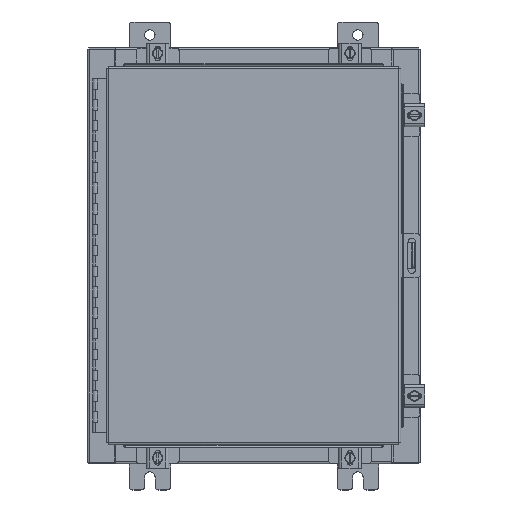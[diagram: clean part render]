
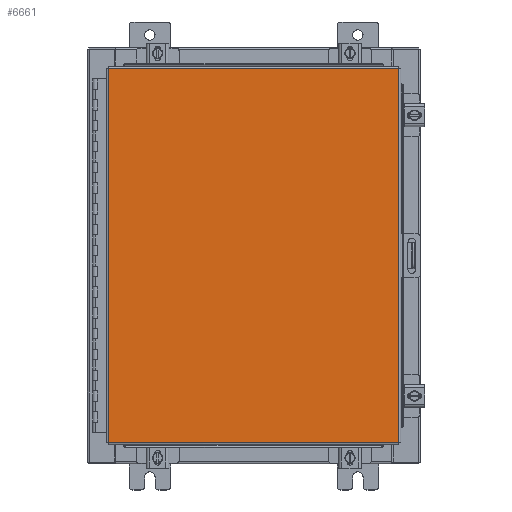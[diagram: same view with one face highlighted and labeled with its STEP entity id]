
A CAD part, top view. The second image highlights one B-rep face of the part: STEP entity #6661.
In plain terms, the highlighted planar face has unit normal (0, 0, 1).
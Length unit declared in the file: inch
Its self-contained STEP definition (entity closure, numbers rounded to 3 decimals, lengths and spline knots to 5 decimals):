
#8 = ORIENTED_EDGE ( 'NONE', *, *, #24647, .T. ) ;
#538 = DIRECTION ( 'NONE',  ( 0., -1., 0. ) ) ;
#2181 = VERTEX_POINT ( 'NONE', #10432 ) ;
#2460 = CARTESIAN_POINT ( 'NONE',  ( 6.9903, -9.0063, 0. ) ) ;
#3649 = LINE ( 'NONE', #21581, #15053 ) ;
#3858 = DIRECTION ( 'NONE',  ( 0., 0., -1. ) ) ;
#4490 = VERTEX_POINT ( 'NONE', #21708 ) ;
#5583 = VERTEX_POINT ( 'NONE', #8844 ) ;
#6661 = ADVANCED_FACE ( 'NONE', ( #29172 ), #12920, .F. ) ;
#8844 = CARTESIAN_POINT ( 'NONE',  ( -6.9903, 9.0063, 0. ) ) ;
#9279 = CARTESIAN_POINT ( 'NONE',  ( 6.9903, -9.0063, 0. ) ) ;
#9715 = EDGE_CURVE ( 'NONE', #2181, #24180, #3649, .T. ) ;
#10432 = CARTESIAN_POINT ( 'NONE',  ( -6.9903, -9.0063, 0. ) ) ;
#12197 = LINE ( 'NONE', #15087, #23534 ) ;
#12825 = VECTOR ( 'NONE', #538, 39.37008 ) ;
#12889 = DIRECTION ( 'NONE',  ( -1., 0., 0. ) ) ;
#12920 = PLANE ( 'NONE',  #28574 ) ;
#13529 = LINE ( 'NONE', #20915, #12825 ) ;
#14860 = DIRECTION ( 'NONE',  ( 1., 0., 0. ) ) ;
#15053 = VECTOR ( 'NONE', #14860, 39.37008 ) ;
#15087 = CARTESIAN_POINT ( 'NONE',  ( 6.9903, 9.0063, 0. ) ) ;
#16277 = ORIENTED_EDGE ( 'NONE', *, *, #16997, .T. ) ;
#16997 = EDGE_CURVE ( 'NONE', #5583, #2181, #13529, .T. ) ;
#17501 = CARTESIAN_POINT ( 'NONE',  ( 0., 0., 0. ) ) ;
#19759 = DIRECTION ( 'NONE',  ( -1., 0., 0. ) ) ;
#19834 = ORIENTED_EDGE ( 'NONE', *, *, #22762, .T. ) ;
#20915 = CARTESIAN_POINT ( 'NONE',  ( -6.9903, 9.0063, 0. ) ) ;
#21581 = CARTESIAN_POINT ( 'NONE',  ( -6.9903, -9.0063, 0. ) ) ;
#21708 = CARTESIAN_POINT ( 'NONE',  ( 6.9903, 9.0063, 0. ) ) ;
#21893 = ORIENTED_EDGE ( 'NONE', *, *, #9715, .T. ) ;
#22762 = EDGE_CURVE ( 'NONE', #4490, #5583, #12197, .T. ) ;
#23426 = LINE ( 'NONE', #9279, #29519 ) ;
#23534 = VECTOR ( 'NONE', #12889, 39.37008 ) ;
#23966 = EDGE_LOOP ( 'NONE', ( #21893, #8, #19834, #16277 ) ) ;
#24180 = VERTEX_POINT ( 'NONE', #2460 ) ;
#24647 = EDGE_CURVE ( 'NONE', #24180, #4490, #23426, .T. ) ;
#27442 = DIRECTION ( 'NONE',  ( 0., 1., 0. ) ) ;
#28574 = AXIS2_PLACEMENT_3D ( 'NONE', #17501, #3858, #19759 ) ;
#29172 = FACE_OUTER_BOUND ( 'NONE', #23966, .T. ) ;
#29519 = VECTOR ( 'NONE', #27442, 39.37008 ) ;
